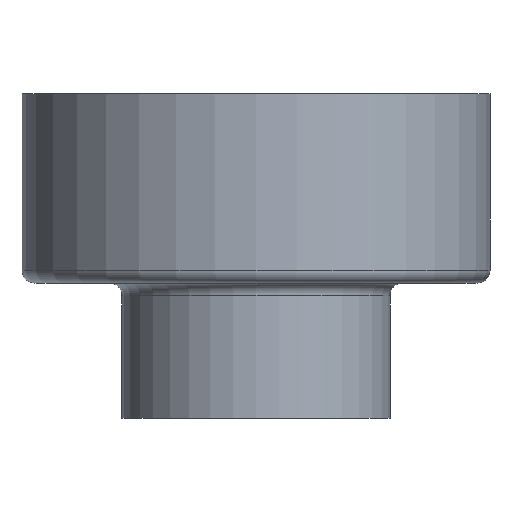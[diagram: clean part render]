
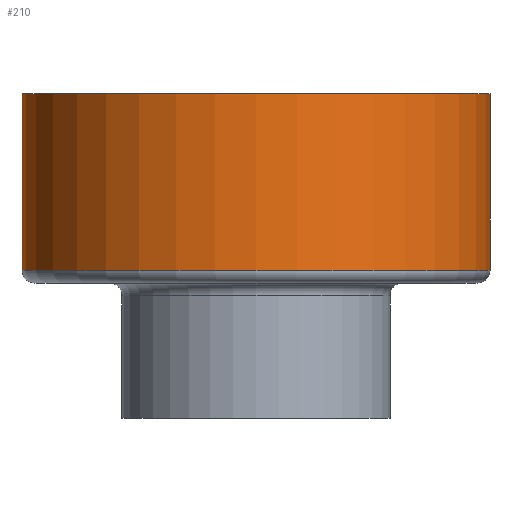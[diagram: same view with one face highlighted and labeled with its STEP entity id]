
A CAD part, front view. The second image highlights one B-rep face of the part: STEP entity #210.
In plain terms, the highlighted cylindrical face has radius 54.991 mm (diameter 109.982 mm), a full revolution.
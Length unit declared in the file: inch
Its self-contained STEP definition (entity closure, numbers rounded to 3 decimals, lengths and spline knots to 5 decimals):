
#6 = AXIS2_PLACEMENT_3D ( 'NONE', #258, #290, #143 ) ;
#27 = CARTESIAN_POINT ( 'NONE',  ( 0., 0., 0. ) ) ;
#28 = VERTEX_POINT ( 'NONE', #152 ) ;
#31 = ORIENTED_EDGE ( 'NONE', *, *, #219, .T. ) ;
#34 = DIRECTION ( 'NONE',  ( 0., 0., 1. ) ) ;
#43 = DIRECTION ( 'NONE',  ( 1., 0., 0. ) ) ;
#57 = EDGE_CURVE ( 'NONE', #122, #122, #84, .T. ) ;
#70 = ORIENTED_EDGE ( 'NONE', *, *, #57, .F. ) ;
#84 = CIRCLE ( 'NONE', #224, 2.165 ) ;
#101 = DIRECTION ( 'NONE',  ( 0., 0., 1. ) ) ;
#104 = FACE_OUTER_BOUND ( 'NONE', #200, .T. ) ;
#115 = CARTESIAN_POINT ( 'NONE',  ( 0., 0., -1.63 ) ) ;
#122 = VERTEX_POINT ( 'NONE', #218 ) ;
#126 = DIRECTION ( 'NONE',  ( 1., 0., 0. ) ) ;
#136 = AXIS2_PLACEMENT_3D ( 'NONE', #115, #34, #43 ) ;
#137 = EDGE_LOOP ( 'NONE', ( #70 ) ) ;
#143 = DIRECTION ( 'NONE',  ( 1., 0., 0. ) ) ;
#152 = CARTESIAN_POINT ( 'NONE',  ( 2.165, 0., -1.63 ) ) ;
#191 = CIRCLE ( 'NONE', #136, 2.165 ) ;
#193 = CYLINDRICAL_SURFACE ( 'NONE', #6, 2.165 ) ;
#200 = EDGE_LOOP ( 'NONE', ( #31 ) ) ;
#210 = ADVANCED_FACE ( 'NONE', ( #277, #104 ), #193, .T. ) ;
#218 = CARTESIAN_POINT ( 'NONE',  ( 2.165, 0., 0. ) ) ;
#219 = EDGE_CURVE ( 'NONE', #28, #28, #191, .T. ) ;
#224 = AXIS2_PLACEMENT_3D ( 'NONE', #27, #101, #126 ) ;
#258 = CARTESIAN_POINT ( 'NONE',  ( 0., 0., 1.88966 ) ) ;
#277 = FACE_OUTER_BOUND ( 'NONE', #137, .T. ) ;
#290 = DIRECTION ( 'NONE',  ( 0., 0., 1. ) ) ;
